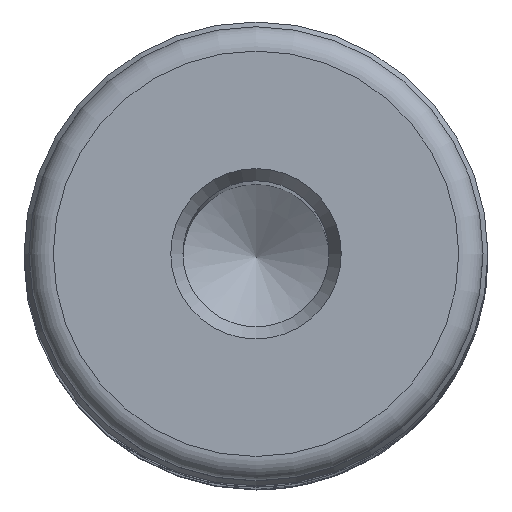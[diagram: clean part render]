
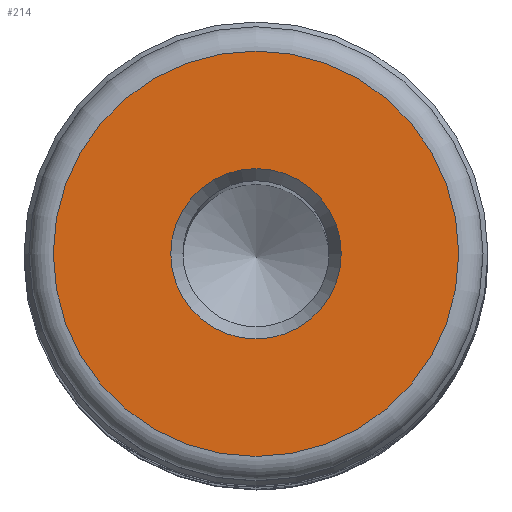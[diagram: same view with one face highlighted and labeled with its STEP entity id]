
A CAD part, top view. The second image highlights one B-rep face of the part: STEP entity #214.
In plain terms, the highlighted planar face has unit normal (0, 0, 1).
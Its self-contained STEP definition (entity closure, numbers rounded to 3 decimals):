
#214=ADVANCED_FACE('',(#277,#278),#256,.T.);
#256=PLANE('',#760);
#277=FACE_BOUND('',#364,.T.);
#278=FACE_BOUND('',#365,.T.);
#364=EDGE_LOOP('',(#461));
#365=EDGE_LOOP('',(#462));
#461=ORIENTED_EDGE('',*,*,#619,.T.);
#462=ORIENTED_EDGE('',*,*,#620,.T.);
#567=VERTEX_POINT('',#1294);
#568=VERTEX_POINT('',#1296);
#619=EDGE_CURVE('',#567,#567,#665,.T.);
#620=EDGE_CURVE('',#568,#568,#666,.T.);
#665=CIRCLE('',#758,3.5);
#666=CIRCLE('',#759,8.325);
#758=AXIS2_PLACEMENT_3D('',#1293,#857,#858);
#759=AXIS2_PLACEMENT_3D('',#1295,#859,#860);
#760=AXIS2_PLACEMENT_3D('',#1297,#861,#862);
#857=DIRECTION('',(0.,0.,-1.));
#858=DIRECTION('',(0.,-1.,0.));
#859=DIRECTION('',(0.,0.,1.));
#860=DIRECTION('',(0.,-1.,0.));
#861=DIRECTION('',(0.,0.,1.));
#862=DIRECTION('',(0.,-1.,0.));
#1293=CARTESIAN_POINT('',(0.,0.,101.6));
#1294=CARTESIAN_POINT('',(0.,-3.5,101.6));
#1295=CARTESIAN_POINT('',(0.,0.,101.6));
#1296=CARTESIAN_POINT('',(0.,-8.325,101.6));
#1297=CARTESIAN_POINT('',(0.,0.,101.6));
